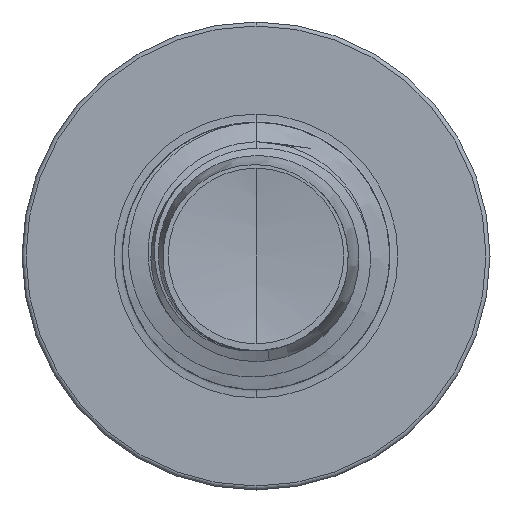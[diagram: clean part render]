
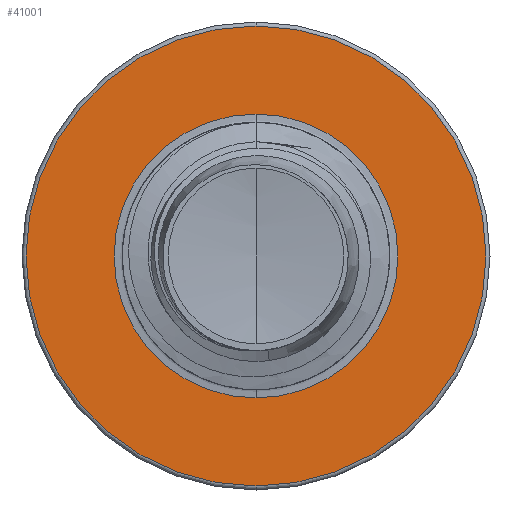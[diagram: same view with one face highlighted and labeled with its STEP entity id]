
A CAD part, front view. The second image highlights one B-rep face of the part: STEP entity #41001.
In plain terms, the highlighted planar face has unit normal (0, -1, 0).
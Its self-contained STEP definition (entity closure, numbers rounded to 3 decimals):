
#68 = CARTESIAN_POINT ( 'NONE',  ( 0., 40., -3.186 ) ) ;
#715 = CARTESIAN_POINT ( 'NONE',  ( 0., 40., 0. ) ) ;
#2841 = VERTEX_POINT ( 'NONE', #3935 ) ;
#3781 = FACE_BOUND ( 'NONE', #18977, .T. ) ;
#3935 = CARTESIAN_POINT ( 'NONE',  ( 0., 40., 5.16 ) ) ;
#4746 = AXIS2_PLACEMENT_3D ( 'NONE', #54975, #27661, #60006 ) ;
#6164 = DIRECTION ( 'NONE',  ( 0., 0., 1. ) ) ;
#7483 = ORIENTED_EDGE ( 'NONE', *, *, #58886, .F. ) ;
#10422 = AXIS2_PLACEMENT_3D ( 'NONE', #49445, #21734, #53997 ) ;
#12074 = VERTEX_POINT ( 'NONE', #24340 ) ;
#13101 = ORIENTED_EDGE ( 'NONE', *, *, #43334, .T. ) ;
#15554 = EDGE_CURVE ( 'NONE', #12074, #2841, #26804, .T. ) ;
#16144 = DIRECTION ( 'NONE',  ( 0., 0., 1. ) ) ;
#18602 = AXIS2_PLACEMENT_3D ( 'NONE', #26319, #58560, #31002 ) ;
#18977 = EDGE_LOOP ( 'NONE', ( #29210, #13101 ) ) ;
#21734 = DIRECTION ( 'NONE',  ( 0., 1., 0. ) ) ;
#24340 = CARTESIAN_POINT ( 'NONE',  ( 0., 40., -5.16 ) ) ;
#26319 = CARTESIAN_POINT ( 'NONE',  ( 0., 40., 0. ) ) ;
#26804 = CIRCLE ( 'NONE', #18602, 5.16 ) ;
#27661 = DIRECTION ( 'NONE',  ( 0., 1., 0. ) ) ;
#29210 = ORIENTED_EDGE ( 'NONE', *, *, #40235, .T. ) ;
#30582 = PLANE ( 'NONE',  #36515 ) ;
#31002 = DIRECTION ( 'NONE',  ( 0., 0., 1. ) ) ;
#32324 = AXIS2_PLACEMENT_3D ( 'NONE', #715, #35707, #6164 ) ;
#34161 = CIRCLE ( 'NONE', #32324, 3.186 ) ;
#34897 = CIRCLE ( 'NONE', #10422, 3.186 ) ;
#35707 = DIRECTION ( 'NONE',  ( 0., 1., 0. ) ) ;
#35891 = VERTEX_POINT ( 'NONE', #42209 ) ;
#36515 = AXIS2_PLACEMENT_3D ( 'NONE', #68, #44344, #16144 ) ;
#40235 = EDGE_CURVE ( 'NONE', #55939, #35891, #34897, .T. ) ;
#41001 = ADVANCED_FACE ( 'NONE', ( #41358, #3781 ), #30582, .F. ) ;
#41358 = FACE_OUTER_BOUND ( 'NONE', #44509, .T. ) ;
#42209 = CARTESIAN_POINT ( 'NONE',  ( 0., 40., -3.186 ) ) ;
#43334 = EDGE_CURVE ( 'NONE', #35891, #55939, #34161, .T. ) ;
#44344 = DIRECTION ( 'NONE',  ( 0., 1., 0. ) ) ;
#44509 = EDGE_LOOP ( 'NONE', ( #7483, #47295 ) ) ;
#45553 = CIRCLE ( 'NONE', #4746, 5.16 ) ;
#47295 = ORIENTED_EDGE ( 'NONE', *, *, #15554, .F. ) ;
#49445 = CARTESIAN_POINT ( 'NONE',  ( 0., 40., 0. ) ) ;
#53997 = DIRECTION ( 'NONE',  ( 0., 0., 1. ) ) ;
#54975 = CARTESIAN_POINT ( 'NONE',  ( 0., 40., 0. ) ) ;
#55939 = VERTEX_POINT ( 'NONE', #60423 ) ;
#58560 = DIRECTION ( 'NONE',  ( 0., 1., 0. ) ) ;
#58886 = EDGE_CURVE ( 'NONE', #2841, #12074, #45553, .T. ) ;
#60006 = DIRECTION ( 'NONE',  ( 0., 0., 1. ) ) ;
#60423 = CARTESIAN_POINT ( 'NONE',  ( 0., 40., 3.186 ) ) ;
